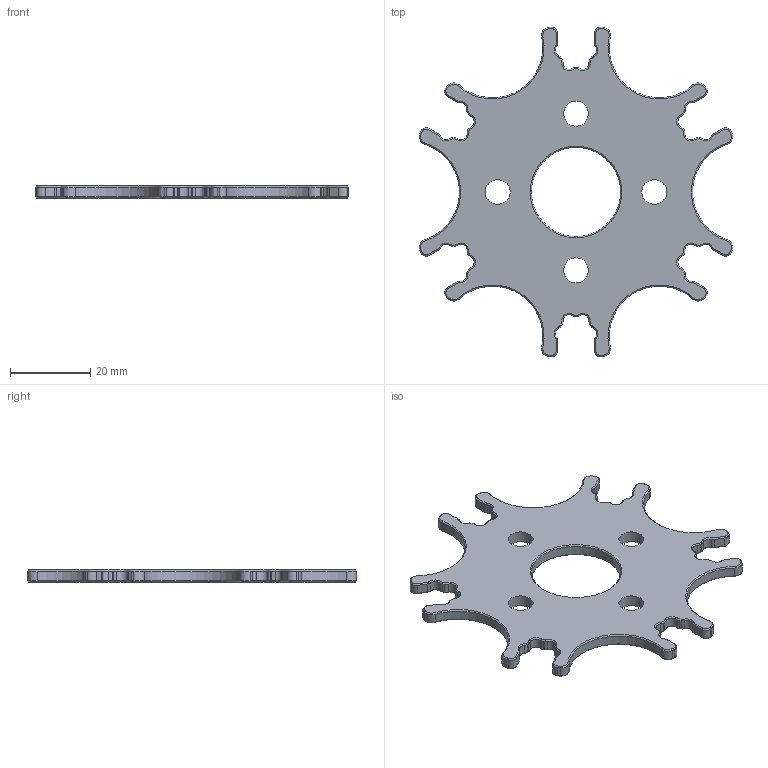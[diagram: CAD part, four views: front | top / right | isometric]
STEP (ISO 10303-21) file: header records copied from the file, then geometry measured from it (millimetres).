
FILE_DESCRIPTION(/* description */ (''),/* implementation_level */ '2;1');
FILE_NAME(/* name */ 'Bottom.stp',/* time_stamp */ '2025-07-02T23:19:32+07:00',/* author */ ('esmak'),/* organization */ (''),/* preprocessor_version */ 'ST-DEVELOPER v20',/* originating_system */ 'Autodesk Inventor 2025',/* authorisation */ '');
FILE_SCHEMA (('AUTOMOTIVE_DESIGN { 1 0 10303 214 3 1 1 }'));
Length unit declared in the file: millimetre
Products named in the file (1): Bottom
Bounding box: 78.03 x 82.06 x 3 mm (x, y, z)
Volume: 8810.9 mm3; surface area: 7420.9 mm2
Topology: 1 solids, 1 shells, 441 faces, 1027 edges, 588 vertices
Faces by surface type: cone 230, cylinder 119, plane 92
Full cylindrical faces by diameter (mm): 6.2 x4, 22.2 x1
Entity records: 12432 total; most frequent: DIRECTION 2379, CARTESIAN_POINT 2057, ORIENTED_EDGE 2054, EDGE_CURVE 1027, AXIS2_PLACEMENT_3D 910, VERTEX_POINT 588, LINE 559, VECTOR 559
